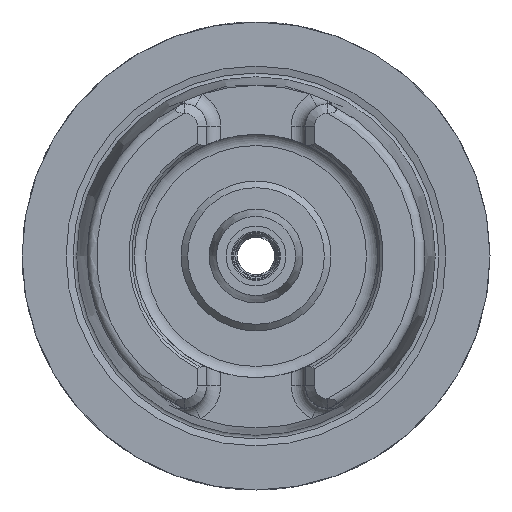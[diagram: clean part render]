
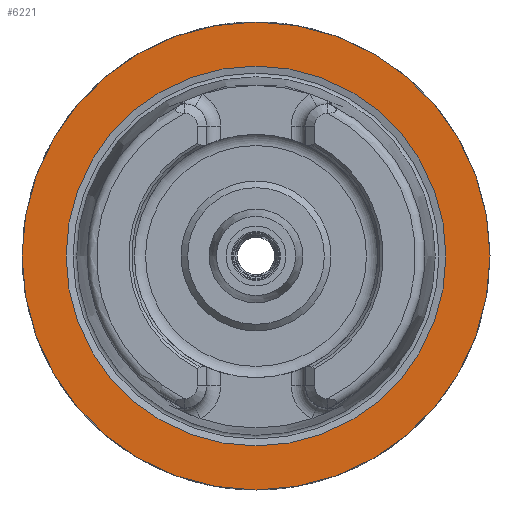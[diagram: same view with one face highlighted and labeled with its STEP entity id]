
A CAD part, left-side view. The second image highlights one B-rep face of the part: STEP entity #6221.
In plain terms, the highlighted planar face has unit normal (-1, 0, 0).
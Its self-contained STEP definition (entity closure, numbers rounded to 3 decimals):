
#5734=CARTESIAN_POINT('',(0.0,25.,0.0));
#5735=VERTEX_POINT('',#5734);
#5736=CARTESIAN_POINT('',(0.0,0.0,0.0));
#5737=DIRECTION('',(1.0,0.0,0.0));
#5738=DIRECTION('',(0.0,1.0,0.0));
#5739=AXIS2_PLACEMENT_3D('',#5736,#5737,#5738);
#5740=CIRCLE('',#5739,25.);
#5741=EDGE_CURVE('',#5735,#5735,#5740,.T.);
#6195=CARTESIAN_POINT('',(0.0,20.296,0.0));
#6196=VERTEX_POINT('',#6195);
#6197=CARTESIAN_POINT('',(0.0,0.0,0.0));
#6198=DIRECTION('',(1.0,0.0,0.0));
#6199=DIRECTION('',(0.0,1.0,0.0));
#6200=AXIS2_PLACEMENT_3D('',#6197,#6198,#6199);
#6201=CIRCLE('',#6200,20.296);
#6202=EDGE_CURVE('',#6196,#6196,#6201,.T.);
#6210=CARTESIAN_POINT('',(0.0,22.648,0.0));
#6211=DIRECTION('',(-1.0,0.0,0.0));
#6212=DIRECTION('',(0.0,0.0,1.0));
#6213=AXIS2_PLACEMENT_3D('',#6210,#6211,#6212);
#6214=PLANE('',#6213);
#6215=ORIENTED_EDGE('',*,*,#5741,.F.);
#6216=EDGE_LOOP('',(#6215));
#6217=FACE_OUTER_BOUND('',#6216,.T.);
#6218=ORIENTED_EDGE('',*,*,#6202,.T.);
#6219=EDGE_LOOP('',(#6218));
#6220=FACE_BOUND('',#6219,.T.);
#6221=ADVANCED_FACE('',(#6217,#6220),#6214,.T.);
